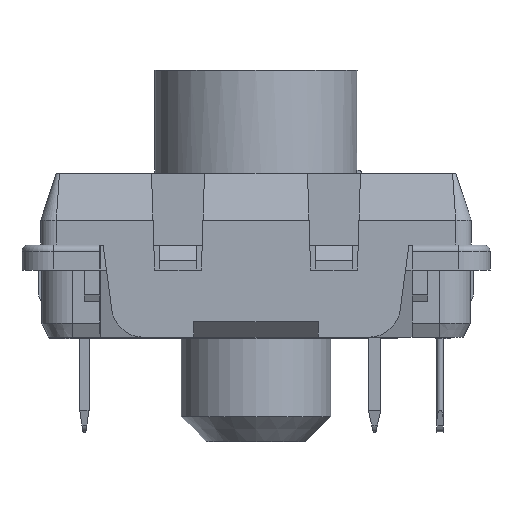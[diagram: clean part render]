
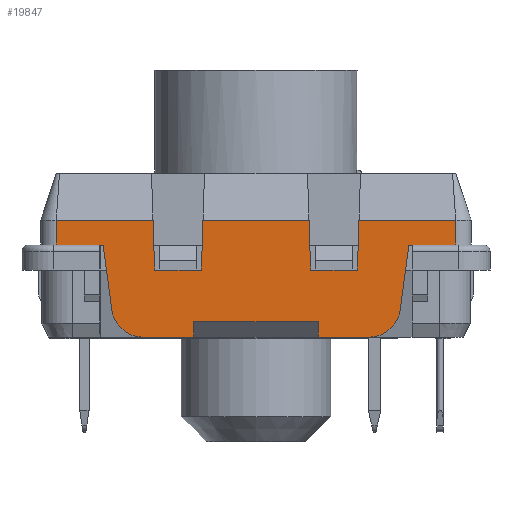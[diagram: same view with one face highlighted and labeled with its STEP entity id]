
A CAD part, left-side view. The second image highlights one B-rep face of the part: STEP entity #19847.
In plain terms, the highlighted planar face has unit normal (-1, 0, 0).
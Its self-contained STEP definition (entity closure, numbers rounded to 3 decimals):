
#17157 = VERTEX_POINT('',#17158);
#17158 = CARTESIAN_POINT('',(-6.9,6.4,0.));
#17165 = EDGE_CURVE('',#17157,#17166,#17168,.T.);
#17166 = VERTEX_POINT('',#17167);
#17167 = CARTESIAN_POINT('',(-6.9,4.9,0.));
#17168 = LINE('',#17169,#17170);
#17169 = CARTESIAN_POINT('',(-6.9,3.217,0.));
#17170 = VECTOR('',#17171,1.);
#17171 = DIRECTION('',(0.,-1.,0.));
#17222 = VERTEX_POINT('',#17223);
#17223 = CARTESIAN_POINT('',(-6.9,-4.9,0.));
#17229 = EDGE_CURVE('',#17222,#17230,#17232,.T.);
#17230 = VERTEX_POINT('',#17231);
#17231 = CARTESIAN_POINT('',(-6.9,-6.4,0.));
#17232 = LINE('',#17233,#17234);
#17233 = CARTESIAN_POINT('',(-6.9,3.217,0.));
#17234 = VECTOR('',#17235,1.);
#17235 = DIRECTION('',(0.,-1.,0.));
#19826 = EDGE_CURVE('',#17157,#19827,#19829,.T.);
#19827 = VERTEX_POINT('',#19828);
#19828 = CARTESIAN_POINT('',(-6.9,6.4,0.8));
#19829 = LINE('',#19830,#19831);
#19830 = CARTESIAN_POINT('',(-6.9,6.4,-2.95));
#19831 = VECTOR('',#19832,1.);
#19832 = DIRECTION('',(0.,0.,1.));
#19847 = ADVANCED_FACE('',(#19848),#20003,.F.);
#19848 = FACE_BOUND('',#19849,.F.);
#19849 = EDGE_LOOP('',(#19850,#19851,#19852,#19860,#19868,#19876,#19884,
    #19892,#19900,#19908,#19916,#19924,#19930,#19931,#19939,#19948,
    #19956,#19964,#19972,#19980,#19988,#19997));
#19850 = ORIENTED_EDGE('',*,*,#17165,.F.);
#19851 = ORIENTED_EDGE('',*,*,#19826,.T.);
#19852 = ORIENTED_EDGE('',*,*,#19853,.T.);
#19853 = EDGE_CURVE('',#19827,#19854,#19856,.T.);
#19854 = VERTEX_POINT('',#19855);
#19855 = CARTESIAN_POINT('',(-6.9,3.302,0.8));
#19856 = LINE('',#19857,#19858);
#19857 = CARTESIAN_POINT('',(-6.9,6.4,0.8));
#19858 = VECTOR('',#19859,1.);
#19859 = DIRECTION('',(0.,-1.,0.));
#19860 = ORIENTED_EDGE('',*,*,#19861,.F.);
#19861 = EDGE_CURVE('',#19862,#19854,#19864,.T.);
#19862 = VERTEX_POINT('',#19863);
#19863 = CARTESIAN_POINT('',(-6.9,3.25,-0.8));
#19864 = LINE('',#19865,#19866);
#19865 = CARTESIAN_POINT('',(-6.9,3.217,-1.823));
#19866 = VECTOR('',#19867,1.);
#19867 = DIRECTION('',(0.,0.032,0.999));
#19868 = ORIENTED_EDGE('',*,*,#19869,.F.);
#19869 = EDGE_CURVE('',#19870,#19862,#19872,.T.);
#19870 = VERTEX_POINT('',#19871);
#19871 = CARTESIAN_POINT('',(-6.9,1.75,-0.8));
#19872 = LINE('',#19873,#19874);
#19873 = CARTESIAN_POINT('',(-6.9,4.075,-0.8));
#19874 = VECTOR('',#19875,1.);
#19875 = DIRECTION('',(0.,1.,0.));
#19876 = ORIENTED_EDGE('',*,*,#19877,.F.);
#19877 = EDGE_CURVE('',#19878,#19870,#19880,.T.);
#19878 = VERTEX_POINT('',#19879);
#19879 = CARTESIAN_POINT('',(-6.9,1.698,0.8));
#19880 = LINE('',#19881,#19882);
#19881 = CARTESIAN_POINT('',(-6.9,1.737,-0.399));
#19882 = VECTOR('',#19883,1.);
#19883 = DIRECTION('',(0.,0.032,-0.999));
#19884 = ORIENTED_EDGE('',*,*,#19885,.T.);
#19885 = EDGE_CURVE('',#19878,#19886,#19888,.T.);
#19886 = VERTEX_POINT('',#19887);
#19887 = CARTESIAN_POINT('',(-6.9,-1.698,0.8));
#19888 = LINE('',#19889,#19890);
#19889 = CARTESIAN_POINT('',(-6.9,6.4,0.8));
#19890 = VECTOR('',#19891,1.);
#19891 = DIRECTION('',(0.,-1.,0.));
#19892 = ORIENTED_EDGE('',*,*,#19893,.T.);
#19893 = EDGE_CURVE('',#19886,#19894,#19896,.T.);
#19894 = VERTEX_POINT('',#19895);
#19895 = CARTESIAN_POINT('',(-6.9,-1.75,-0.8));
#19896 = LINE('',#19897,#19898);
#19897 = CARTESIAN_POINT('',(-6.9,-1.73,-0.193));
#19898 = VECTOR('',#19899,1.);
#19899 = DIRECTION('',(0.,-0.032,-0.999));
#19900 = ORIENTED_EDGE('',*,*,#19901,.T.);
#19901 = EDGE_CURVE('',#19894,#19902,#19904,.T.);
#19902 = VERTEX_POINT('',#19903);
#19903 = CARTESIAN_POINT('',(-6.9,-3.25,-0.8));
#19904 = LINE('',#19905,#19906);
#19905 = CARTESIAN_POINT('',(-6.9,2.325,-0.8));
#19906 = VECTOR('',#19907,1.);
#19907 = DIRECTION('',(0.,-1.,0.));
#19908 = ORIENTED_EDGE('',*,*,#19909,.T.);
#19909 = EDGE_CURVE('',#19902,#19910,#19912,.T.);
#19910 = VERTEX_POINT('',#19911);
#19911 = CARTESIAN_POINT('',(-6.9,-3.302,0.8));
#19912 = LINE('',#19913,#19914);
#19913 = CARTESIAN_POINT('',(-6.9,-3.21,-2.029));
#19914 = VECTOR('',#19915,1.);
#19915 = DIRECTION('',(0.,-0.032,0.999));
#19916 = ORIENTED_EDGE('',*,*,#19917,.T.);
#19917 = EDGE_CURVE('',#19910,#19918,#19920,.T.);
#19918 = VERTEX_POINT('',#19919);
#19919 = CARTESIAN_POINT('',(-6.9,-6.4,0.8));
#19920 = LINE('',#19921,#19922);
#19921 = CARTESIAN_POINT('',(-6.9,6.4,0.8));
#19922 = VECTOR('',#19923,1.);
#19923 = DIRECTION('',(0.,-1.,0.));
#19924 = ORIENTED_EDGE('',*,*,#19925,.F.);
#19925 = EDGE_CURVE('',#17230,#19918,#19926,.T.);
#19926 = LINE('',#19927,#19928);
#19927 = CARTESIAN_POINT('',(-6.9,-6.4,-2.95));
#19928 = VECTOR('',#19929,1.);
#19929 = DIRECTION('',(0.,0.,1.));
#19930 = ORIENTED_EDGE('',*,*,#17229,.F.);
#19931 = ORIENTED_EDGE('',*,*,#19932,.F.);
#19932 = EDGE_CURVE('',#19933,#17222,#19935,.T.);
#19933 = VERTEX_POINT('',#19934);
#19934 = CARTESIAN_POINT('',(-6.9,-4.617,-2.084));
#19935 = LINE('',#19936,#19937);
#19936 = CARTESIAN_POINT('',(-6.9,-4.46,-3.243));
#19937 = VECTOR('',#19938,1.);
#19938 = DIRECTION('',(0.,-0.134,0.991));
#19939 = ORIENTED_EDGE('',*,*,#19940,.T.);
#19940 = EDGE_CURVE('',#19933,#19941,#19943,.T.);
#19941 = VERTEX_POINT('',#19942);
#19942 = CARTESIAN_POINT('',(-6.9,-3.626,-2.95));
#19943 = CIRCLE('',#19944,1.);
#19944 = AXIS2_PLACEMENT_3D('',#19945,#19946,#19947);
#19945 = CARTESIAN_POINT('',(-6.9,-3.626,-1.95));
#19946 = DIRECTION('',(1.,0.,0.));
#19947 = DIRECTION('',(-0.,1.,0.));
#19948 = ORIENTED_EDGE('',*,*,#19949,.F.);
#19949 = EDGE_CURVE('',#19950,#19941,#19952,.T.);
#19950 = VERTEX_POINT('',#19951);
#19951 = CARTESIAN_POINT('',(-6.9,-2.,-2.95));
#19952 = LINE('',#19953,#19954);
#19953 = CARTESIAN_POINT('',(-6.9,6.4,-2.95));
#19954 = VECTOR('',#19955,1.);
#19955 = DIRECTION('',(0.,-1.,0.));
#19956 = ORIENTED_EDGE('',*,*,#19957,.F.);
#19957 = EDGE_CURVE('',#19958,#19950,#19960,.T.);
#19958 = VERTEX_POINT('',#19959);
#19959 = CARTESIAN_POINT('',(-6.9,-2.,-2.45));
#19960 = LINE('',#19961,#19962);
#19961 = CARTESIAN_POINT('',(-6.9,-2.,-2.45));
#19962 = VECTOR('',#19963,1.);
#19963 = DIRECTION('',(0.,0.,-1.));
#19964 = ORIENTED_EDGE('',*,*,#19965,.F.);
#19965 = EDGE_CURVE('',#19966,#19958,#19968,.T.);
#19966 = VERTEX_POINT('',#19967);
#19967 = CARTESIAN_POINT('',(-6.9,2.,-2.45));
#19968 = LINE('',#19969,#19970);
#19969 = CARTESIAN_POINT('',(-6.9,2.,-2.45));
#19970 = VECTOR('',#19971,1.);
#19971 = DIRECTION('',(0.,-1.,0.));
#19972 = ORIENTED_EDGE('',*,*,#19973,.T.);
#19973 = EDGE_CURVE('',#19966,#19974,#19976,.T.);
#19974 = VERTEX_POINT('',#19975);
#19975 = CARTESIAN_POINT('',(-6.9,2.,-2.95));
#19976 = LINE('',#19977,#19978);
#19977 = CARTESIAN_POINT('',(-6.9,2.,-2.45));
#19978 = VECTOR('',#19979,1.);
#19979 = DIRECTION('',(0.,0.,-1.));
#19980 = ORIENTED_EDGE('',*,*,#19981,.F.);
#19981 = EDGE_CURVE('',#19982,#19974,#19984,.T.);
#19982 = VERTEX_POINT('',#19983);
#19983 = CARTESIAN_POINT('',(-6.9,3.626,-2.95));
#19984 = LINE('',#19985,#19986);
#19985 = CARTESIAN_POINT('',(-6.9,6.4,-2.95));
#19986 = VECTOR('',#19987,1.);
#19987 = DIRECTION('',(0.,-1.,0.));
#19988 = ORIENTED_EDGE('',*,*,#19989,.T.);
#19989 = EDGE_CURVE('',#19982,#19990,#19992,.T.);
#19990 = VERTEX_POINT('',#19991);
#19991 = CARTESIAN_POINT('',(-6.9,4.617,-2.084));
#19992 = CIRCLE('',#19993,1.);
#19993 = AXIS2_PLACEMENT_3D('',#19994,#19995,#19996);
#19994 = CARTESIAN_POINT('',(-6.9,3.626,-1.95));
#19995 = DIRECTION('',(1.,0.,0.));
#19996 = DIRECTION('',(-0.,1.,0.));
#19997 = ORIENTED_EDGE('',*,*,#19998,.F.);
#19998 = EDGE_CURVE('',#17166,#19990,#19999,.T.);
#19999 = LINE('',#20000,#20001);
#20000 = CARTESIAN_POINT('',(-6.9,4.717,-1.349));
#20001 = VECTOR('',#20002,1.);
#20002 = DIRECTION('',(0.,-0.134,-0.991));
#20003 = PLANE('',#20004);
#20004 = AXIS2_PLACEMENT_3D('',#20005,#20006,#20007);
#20005 = CARTESIAN_POINT('',(-6.9,6.4,-2.95));
#20006 = DIRECTION('',(1.,0.,0.));
#20007 = DIRECTION('',(0.,-1.,0.));
